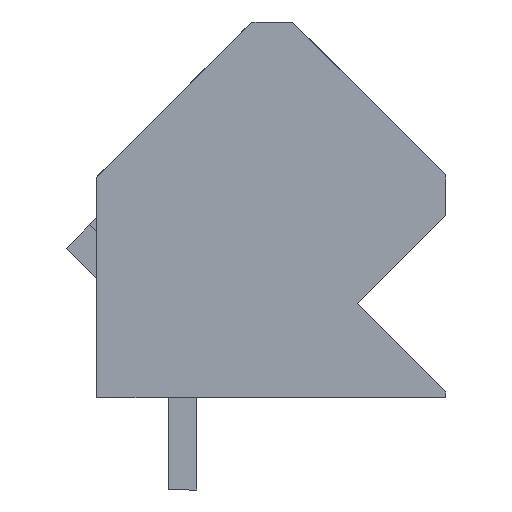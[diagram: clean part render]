
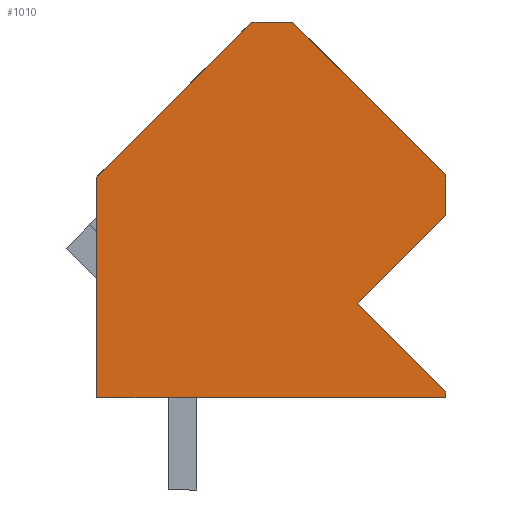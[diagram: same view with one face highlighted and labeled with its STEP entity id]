
A CAD part, left-side view. The second image highlights one B-rep face of the part: STEP entity #1010.
In plain terms, the highlighted planar face has unit normal (-1, 0, 0).
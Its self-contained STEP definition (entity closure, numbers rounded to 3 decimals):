
#959=AXIS2_PLACEMENT_3D('Plane Axis2P3D',#956,#957,#958) ;
#255=CARTESIAN_POINT('Vertex',(0.,5.303,16.228)) ;
#258=CARTESIAN_POINT('Line Origine',(0.,2.651,13.577)) ;
#262=CARTESIAN_POINT('Vertex',(0.,0.,10.925)) ;
#711=CARTESIAN_POINT('Vertex',(0.,12.092,10.853)) ;
#714=CARTESIAN_POINT('Line Origine',(0.,9.405,13.541)) ;
#718=CARTESIAN_POINT('Vertex',(0.,6.717,16.228)) ;
#937=CARTESIAN_POINT('Line Origine',(0.,0.,10.218)) ;
#941=CARTESIAN_POINT('Vertex',(0.,0.,9.511)) ;
#956=CARTESIAN_POINT('Axis2P3D Location',(0.,13.152,0.)) ;
#961=CARTESIAN_POINT('Line Origine',(0.,6.046,3.2)) ;
#965=CARTESIAN_POINT('Vertex',(0.,12.092,3.2)) ;
#967=CARTESIAN_POINT('Vertex',(0.,0.,3.2)) ;
#970=CARTESIAN_POINT('Line Origine',(0.,0.,3.3)) ;
#974=CARTESIAN_POINT('Vertex',(0.,0.,3.4)) ;
#977=CARTESIAN_POINT('Line Origine',(0.,1.527,4.928)) ;
#981=CARTESIAN_POINT('Vertex',(0.,3.055,6.455)) ;
#984=CARTESIAN_POINT('Line Origine',(0.,1.527,7.983)) ;
#989=CARTESIAN_POINT('Line Origine',(0.,6.01,16.228)) ;
#994=CARTESIAN_POINT('Line Origine',(0.,12.092,7.027)) ;
#259=DIRECTION('Vector Direction',(0.,0.707,0.707)) ;
#715=DIRECTION('Vector Direction',(0.,0.707,-0.707)) ;
#938=DIRECTION('Vector Direction',(0.,0.,1.)) ;
#957=DIRECTION('Axis2P3D Direction',(-1.,0.,0.)) ;
#958=DIRECTION('Axis2P3D XDirection',(0.,-1.,0.)) ;
#962=DIRECTION('Vector Direction',(0.,-1.,0.)) ;
#971=DIRECTION('Vector Direction',(0.,0.,1.)) ;
#978=DIRECTION('Vector Direction',(0.,0.707,0.707)) ;
#985=DIRECTION('Vector Direction',(0.,-0.707,0.707)) ;
#990=DIRECTION('Vector Direction',(0.,1.,0.)) ;
#995=DIRECTION('Vector Direction',(0.,0.,-1.)) ;
#260=VECTOR('Line Direction',#259,1.) ;
#716=VECTOR('Line Direction',#715,1.) ;
#939=VECTOR('Line Direction',#938,1.) ;
#963=VECTOR('Line Direction',#962,1.) ;
#972=VECTOR('Line Direction',#971,1.) ;
#979=VECTOR('Line Direction',#978,1.) ;
#986=VECTOR('Line Direction',#985,1.) ;
#991=VECTOR('Line Direction',#990,1.) ;
#996=VECTOR('Line Direction',#995,1.) ;
#1000=ORIENTED_EDGE('',*,*,#969,.T.) ;
#1001=ORIENTED_EDGE('',*,*,#976,.T.) ;
#1002=ORIENTED_EDGE('',*,*,#983,.T.) ;
#1003=ORIENTED_EDGE('',*,*,#988,.T.) ;
#1004=ORIENTED_EDGE('',*,*,#943,.T.) ;
#1005=ORIENTED_EDGE('',*,*,#264,.T.) ;
#1006=ORIENTED_EDGE('',*,*,#993,.T.) ;
#1007=ORIENTED_EDGE('',*,*,#720,.T.) ;
#1008=ORIENTED_EDGE('',*,*,#998,.T.) ;
#1010=ADVANCED_FACE('HOUSING',(#1009),#960,.T.) ;
#264=EDGE_CURVE('',#263,#256,#261,.T.) ;
#720=EDGE_CURVE('',#719,#712,#717,.T.) ;
#943=EDGE_CURVE('',#942,#263,#940,.T.) ;
#969=EDGE_CURVE('',#966,#968,#964,.T.) ;
#976=EDGE_CURVE('',#968,#975,#973,.T.) ;
#983=EDGE_CURVE('',#975,#982,#980,.T.) ;
#988=EDGE_CURVE('',#982,#942,#987,.T.) ;
#993=EDGE_CURVE('',#256,#719,#992,.T.) ;
#998=EDGE_CURVE('',#712,#966,#997,.T.) ;
#999=EDGE_LOOP('',(#1000,#1001,#1002,#1003,#1004,#1005,#1006,#1007,#1008)) ;
#1009=FACE_OUTER_BOUND('',#999,.T.) ;
#261=LINE('Line',#258,#260) ;
#717=LINE('Line',#714,#716) ;
#940=LINE('Line',#937,#939) ;
#964=LINE('Line',#961,#963) ;
#973=LINE('Line',#970,#972) ;
#980=LINE('Line',#977,#979) ;
#987=LINE('Line',#984,#986) ;
#992=LINE('Line',#989,#991) ;
#997=LINE('Line',#994,#996) ;
#960=PLANE('',#959) ;
#256=VERTEX_POINT('',#255) ;
#263=VERTEX_POINT('',#262) ;
#712=VERTEX_POINT('',#711) ;
#719=VERTEX_POINT('',#718) ;
#942=VERTEX_POINT('',#941) ;
#966=VERTEX_POINT('',#965) ;
#968=VERTEX_POINT('',#967) ;
#975=VERTEX_POINT('',#974) ;
#982=VERTEX_POINT('',#981) ;
